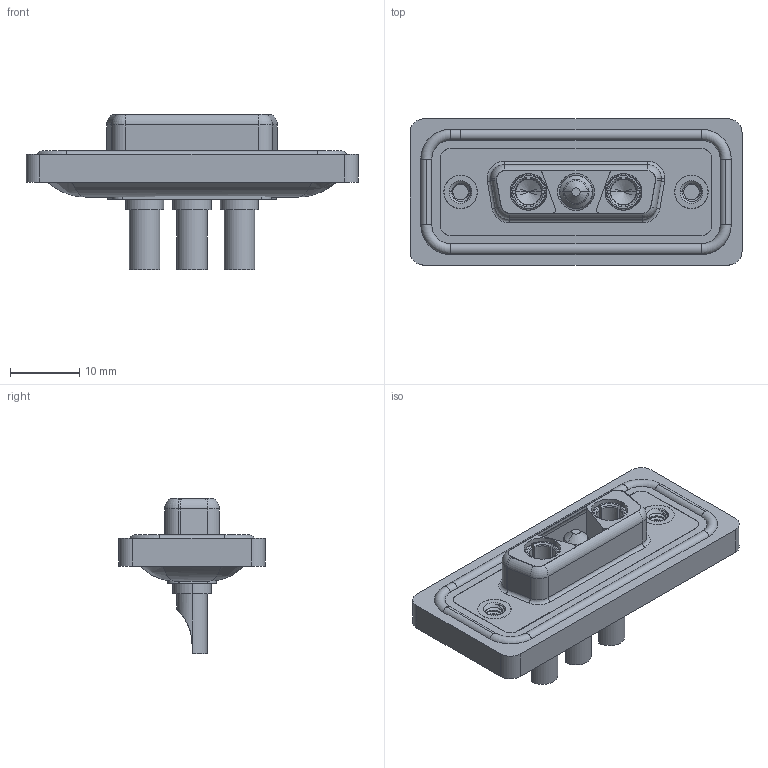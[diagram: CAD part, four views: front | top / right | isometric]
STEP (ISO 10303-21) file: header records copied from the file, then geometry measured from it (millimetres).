
FILE_DESCRIPTION (( 'STEP AP203' ), '1' );
FILE_NAME ('628W3WK3122-3N2.STEP', '2024-04-09T14:30:42', ( '' ), ( '' ), 'SwSTEP 2.0', 'SolidWorks 2023', '' );
FILE_SCHEMA (( 'CONFIG_CONTROL_DESIGN' ));
Length unit declared in the file: millimetre
Products named in the file (8): 628Combo Threaded Rivet_2; 628Combo Housing_3WK3; Power Pin_30A SC; Power Socket_30A SC; 628Combo Waterproof Housing_15 Contacts; 628Combo Shell Rear_15 Contacts; 628Combo Shell Front_15 Contacts; 628W3WK3122-3N2
Assembly tree (9 placements, depth 2):
  628W3WK3122-3N2
    628Combo Housing_3WK3
    628Combo Waterproof Housing_15 Contacts
    628Combo Shell Front_15 Contacts
    628Combo Shell Rear_15 Contacts
    628Combo Threaded Rivet_2  x2
    Power Socket_30A SC  x2
    Power Pin_30A SC
Bounding box: 47.9 x 21.1 x 22.45 mm (x, y, z)
Volume: 5950.1 mm3; surface area: 9827.3 mm2
Topology: 13 solids, 13 shells, 601 faces, 1509 edges, 947 vertices
Faces by surface type: cylinder 267, plane 187, torus 81, cone 53, bspline 13
Entity records: 17598 total; most frequent: CARTESIAN_POINT 4874, DIRECTION 2598, ORIENTED_EDGE 2426, EDGE_CURVE 1213, AXIS2_PLACEMENT_3D 1034, VERTEX_POINT 767, EDGE_LOOP 542, CIRCLE 538
